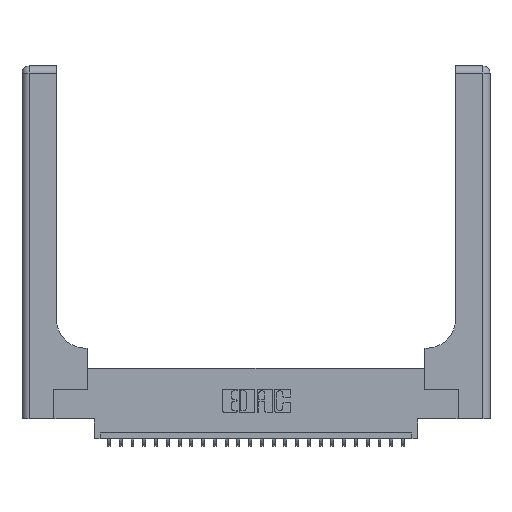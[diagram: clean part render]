
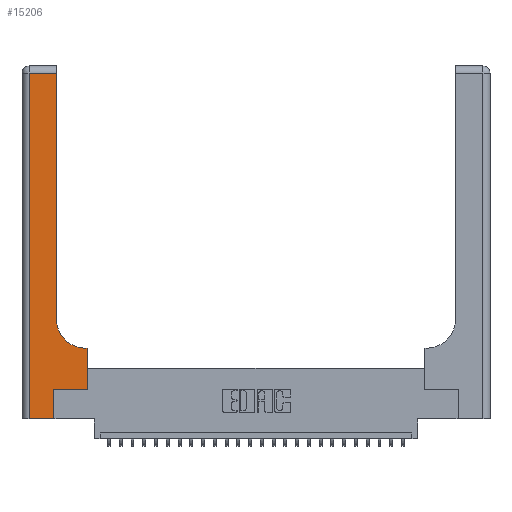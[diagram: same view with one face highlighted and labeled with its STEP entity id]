
A CAD part, top view. The second image highlights one B-rep face of the part: STEP entity #15206.
In plain terms, the highlighted planar face has unit normal (0, 0, 1).
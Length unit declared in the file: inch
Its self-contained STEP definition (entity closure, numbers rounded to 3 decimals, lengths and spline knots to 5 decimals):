
#208 = DIRECTION ( 'NONE',  ( 0., 0., -1. ) ) ;
#477 = VECTOR ( 'NONE', #21946, 39.37008 ) ;
#1198 = EDGE_CURVE ( 'NONE', #17600, #9650, #7943, .T. ) ;
#1703 = CARTESIAN_POINT ( 'NONE',  ( 0.269, 0., 0.37 ) ) ;
#1998 = ORIENTED_EDGE ( 'NONE', *, *, #7923, .T. ) ;
#2420 = ORIENTED_EDGE ( 'NONE', *, *, #11831, .T. ) ;
#2618 = CARTESIAN_POINT ( 'NONE',  ( 0.5415, 0.85, 0.37 ) ) ;
#2707 = DIRECTION ( 'NONE',  ( 0., 0., -1. ) ) ;
#2765 = DIRECTION ( 'NONE',  ( 1., 0., 0. ) ) ;
#3029 = VECTOR ( 'NONE', #12758, 39.37008 ) ;
#3199 = CARTESIAN_POINT ( 'NONE',  ( 0., 2.94, 0.37 ) ) ;
#3329 = CARTESIAN_POINT ( 'NONE',  ( 0.06, 0., 0.37 ) ) ;
#3803 = ORIENTED_EDGE ( 'NONE', *, *, #1198, .T. ) ;
#4185 = DIRECTION ( 'NONE',  ( -1., 0., 0. ) ) ;
#4306 = CARTESIAN_POINT ( 'NONE',  ( 0.06, 2.94, 0.37 ) ) ;
#4517 = VERTEX_POINT ( 'NONE', #4306 ) ;
#4599 = CARTESIAN_POINT ( 'NONE',  ( 0.5585, 0.25, 0.37 ) ) ;
#5213 = CARTESIAN_POINT ( 'NONE',  ( 0.06, 3., 0.37 ) ) ;
#5262 = EDGE_CURVE ( 'NONE', #9650, #8588, #21850, .T. ) ;
#5311 = DIRECTION ( 'NONE',  ( -1., 0., 0. ) ) ;
#5701 = VERTEX_POINT ( 'NONE', #7933 ) ;
#6363 = ORIENTED_EDGE ( 'NONE', *, *, #8277, .T. ) ;
#6709 = ORIENTED_EDGE ( 'NONE', *, *, #19720, .T. ) ;
#6913 = CARTESIAN_POINT ( 'NONE',  ( 0.2915, 2.94, 0.37 ) ) ;
#7125 = CARTESIAN_POINT ( 'NONE',  ( 0.269, 0.25, 0.37 ) ) ;
#7923 = EDGE_CURVE ( 'NONE', #5701, #19248, #25930, .T. ) ;
#7933 = CARTESIAN_POINT ( 'NONE',  ( 0.5585, 0.6, 0.37 ) ) ;
#7943 = LINE ( 'NONE', #24913, #3029 ) ;
#7991 = LINE ( 'NONE', #16202, #8940 ) ;
#8277 = EDGE_CURVE ( 'NONE', #20750, #4517, #18412, .T. ) ;
#8332 = DIRECTION ( 'NONE',  ( 0., 1., 0. ) ) ;
#8588 = VERTEX_POINT ( 'NONE', #7125 ) ;
#8799 = CARTESIAN_POINT ( 'NONE',  ( 0.269, 0., 0.37 ) ) ;
#8940 = VECTOR ( 'NONE', #8332, 39.37008 ) ;
#9553 = VECTOR ( 'NONE', #2765, 39.37008 ) ;
#9650 = VERTEX_POINT ( 'NONE', #1703 ) ;
#9825 = CARTESIAN_POINT ( 'NONE',  ( 0.5415, 0.6, 0.37 ) ) ;
#10126 = CIRCLE ( 'NONE', #25668, 0.25 ) ;
#10606 = EDGE_LOOP ( 'NONE', ( #2420, #6363, #6709, #3803, #24796, #16394, #23031, #1998, #15234 ) ) ;
#11177 = AXIS2_PLACEMENT_3D ( 'NONE', #15516, #2707, #17629 ) ;
#11563 = VECTOR ( 'NONE', #4185, 39.37008 ) ;
#11831 = EDGE_CURVE ( 'NONE', #19362, #20750, #7991, .T. ) ;
#12074 = FACE_OUTER_BOUND ( 'NONE', #10606, .T. ) ;
#12758 = DIRECTION ( 'NONE',  ( 1., 0., 0. ) ) ;
#12922 = EDGE_CURVE ( 'NONE', #8588, #13245, #20669, .T. ) ;
#12924 = DIRECTION ( 'NONE',  ( 0., 1., 0. ) ) ;
#12985 = VECTOR ( 'NONE', #15111, 39.37008 ) ;
#13245 = VERTEX_POINT ( 'NONE', #22671 ) ;
#14297 = VECTOR ( 'NONE', #12924, 39.37008 ) ;
#15104 = EDGE_CURVE ( 'NONE', #19248, #19362, #10126, .T. ) ;
#15111 = DIRECTION ( 'NONE',  ( 0., 1., 0. ) ) ;
#15206 = ADVANCED_FACE ( 'NONE', ( #12074 ), #21732, .F. ) ;
#15234 = ORIENTED_EDGE ( 'NONE', *, *, #15104, .T. ) ;
#15516 = CARTESIAN_POINT ( 'NONE',  ( 0., 3., 0.37 ) ) ;
#15565 = CARTESIAN_POINT ( 'NONE',  ( 0.269, 0.25, 0.37 ) ) ;
#16202 = CARTESIAN_POINT ( 'NONE',  ( 0.2915, 3., 0.37 ) ) ;
#16222 = LINE ( 'NONE', #5213, #477 ) ;
#16394 = ORIENTED_EDGE ( 'NONE', *, *, #12922, .T. ) ;
#17600 = VERTEX_POINT ( 'NONE', #3329 ) ;
#17629 = DIRECTION ( 'NONE',  ( -1., 0., 0. ) ) ;
#18412 = LINE ( 'NONE', #3199, #22345 ) ;
#19090 = DIRECTION ( 'NONE',  ( 1., 0., 0. ) ) ;
#19248 = VERTEX_POINT ( 'NONE', #9825 ) ;
#19361 = EDGE_CURVE ( 'NONE', #13245, #5701, #24090, .T. ) ;
#19362 = VERTEX_POINT ( 'NONE', #24519 ) ;
#19720 = EDGE_CURVE ( 'NONE', #4517, #17600, #16222, .T. ) ;
#20669 = LINE ( 'NONE', #15565, #9553 ) ;
#20750 = VERTEX_POINT ( 'NONE', #6913 ) ;
#21732 = PLANE ( 'NONE',  #11177 ) ;
#21850 = LINE ( 'NONE', #8799, #14297 ) ;
#21946 = DIRECTION ( 'NONE',  ( 0., -1., 0. ) ) ;
#22212 = CARTESIAN_POINT ( 'NONE',  ( 0.2915, 0.6, 0.37 ) ) ;
#22345 = VECTOR ( 'NONE', #5311, 39.37008 ) ;
#22671 = CARTESIAN_POINT ( 'NONE',  ( 0.5585, 0.25, 0.37 ) ) ;
#23031 = ORIENTED_EDGE ( 'NONE', *, *, #19361, .T. ) ;
#24090 = LINE ( 'NONE', #4599, #12985 ) ;
#24519 = CARTESIAN_POINT ( 'NONE',  ( 0.2915, 0.85, 0.37 ) ) ;
#24796 = ORIENTED_EDGE ( 'NONE', *, *, #5262, .T. ) ;
#24913 = CARTESIAN_POINT ( 'NONE',  ( 0., 0., 0.37 ) ) ;
#25668 = AXIS2_PLACEMENT_3D ( 'NONE', #2618, #208, #19090 ) ;
#25930 = LINE ( 'NONE', #22212, #11563 ) ;
